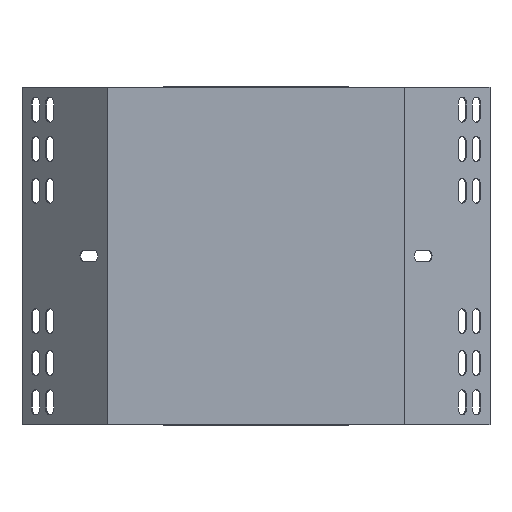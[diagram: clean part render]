
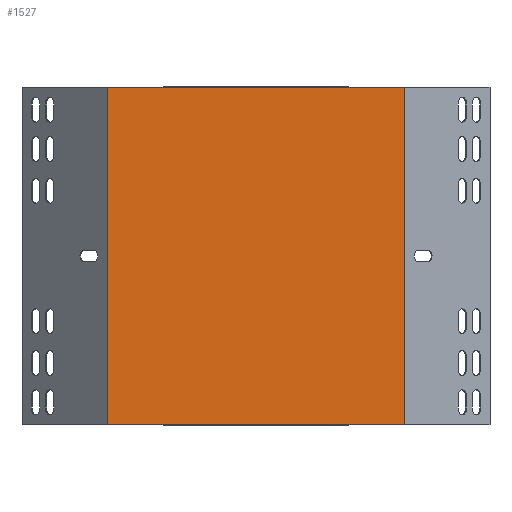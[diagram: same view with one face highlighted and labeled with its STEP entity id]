
A CAD part, front view. The second image highlights one B-rep face of the part: STEP entity #1527.
In plain terms, the highlighted planar face has unit normal (0, -1, 0).
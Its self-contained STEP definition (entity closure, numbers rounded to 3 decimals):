
#290 = VERTEX_POINT ( 'NONE', #6489 ) ;
#319 = DIRECTION ( 'NONE',  ( 1., 0., 0. ) ) ;
#347 = CARTESIAN_POINT ( 'NONE',  ( 66.713, -23.927, 75.8 ) ) ;
#369 = CARTESIAN_POINT ( 'NONE',  ( -111.853, -23.927, 75.8 ) ) ;
#1527 = ADVANCED_FACE ( 'NONE', ( #2263 ), #3047, .F. ) ;
#1554 = VECTOR ( 'NONE', #2750, 1000. ) ;
#1579 = LINE ( 'NONE', #2917, #1554 ) ;
#2263 = FACE_OUTER_BOUND ( 'NONE', #7210, .T. ) ;
#2727 = AXIS2_PLACEMENT_3D ( 'NONE', #3112, #2993, #2981 ) ;
#2750 = DIRECTION ( 'NONE',  ( 0., 0., 1. ) ) ;
#2917 = CARTESIAN_POINT ( 'NONE',  ( -110.949, -23.927, -125.612 ) ) ;
#2981 = DIRECTION ( 'NONE',  ( 0., 0., 1. ) ) ;
#2993 = DIRECTION ( 'NONE',  ( 0., 1., 0. ) ) ;
#3047 = PLANE ( 'NONE',  #2727 ) ;
#3112 = CARTESIAN_POINT ( 'NONE',  ( -110.618, -23.927, 75. ) ) ;
#3216 = EDGE_CURVE ( 'NONE', #290, #4666, #6673, .T. ) ;
#3337 = VECTOR ( 'NONE', #8167, 1000. ) ;
#3367 = LINE ( 'NONE', #8187, #3337 ) ;
#3860 = VERTEX_POINT ( 'NONE', #347 ) ;
#3872 = EDGE_CURVE ( 'NONE', #7081, #3860, #5020, .T. ) ;
#4520 = EDGE_CURVE ( 'NONE', #4666, #3860, #3367, .T. ) ;
#4666 = VERTEX_POINT ( 'NONE', #7199 ) ;
#4767 = CARTESIAN_POINT ( 'NONE',  ( -110.949, -23.927, 75.8 ) ) ;
#4981 = VECTOR ( 'NONE', #319, 1000. ) ;
#5020 = LINE ( 'NONE', #369, #4981 ) ;
#5277 = EDGE_CURVE ( 'NONE', #290, #7081, #1579, .T. ) ;
#5502 = CARTESIAN_POINT ( 'NONE',  ( -111.853, -23.927, -125.8 ) ) ;
#5543 = DIRECTION ( 'NONE',  ( 1., 0., 0. ) ) ;
#6489 = CARTESIAN_POINT ( 'NONE',  ( -110.949, -23.927, -125.8 ) ) ;
#6645 = VECTOR ( 'NONE', #5543, 1000. ) ;
#6673 = LINE ( 'NONE', #5502, #6645 ) ;
#7081 = VERTEX_POINT ( 'NONE', #4767 ) ;
#7199 = CARTESIAN_POINT ( 'NONE',  ( 66.713, -23.927, -125.8 ) ) ;
#7210 = EDGE_LOOP ( 'NONE', ( #7277, #7299, #7305, #7329 ) ) ;
#7277 = ORIENTED_EDGE ( 'NONE', *, *, #3216, .T. ) ;
#7299 = ORIENTED_EDGE ( 'NONE', *, *, #4520, .T. ) ;
#7305 = ORIENTED_EDGE ( 'NONE', *, *, #3872, .F. ) ;
#7329 = ORIENTED_EDGE ( 'NONE', *, *, #5277, .F. ) ;
#8167 = DIRECTION ( 'NONE',  ( 0., 0., 1. ) ) ;
#8187 = CARTESIAN_POINT ( 'NONE',  ( 66.713, -23.927, -125.612 ) ) ;
